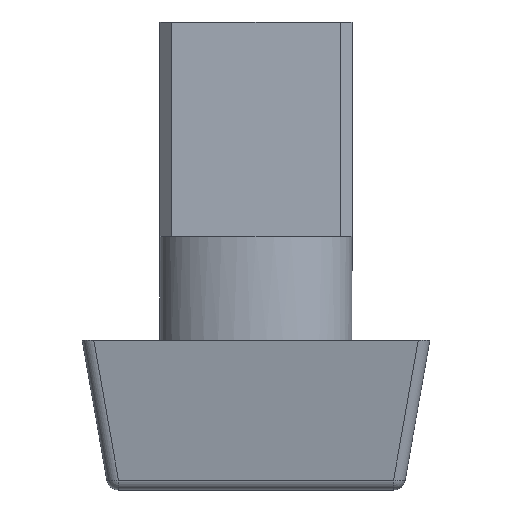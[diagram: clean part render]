
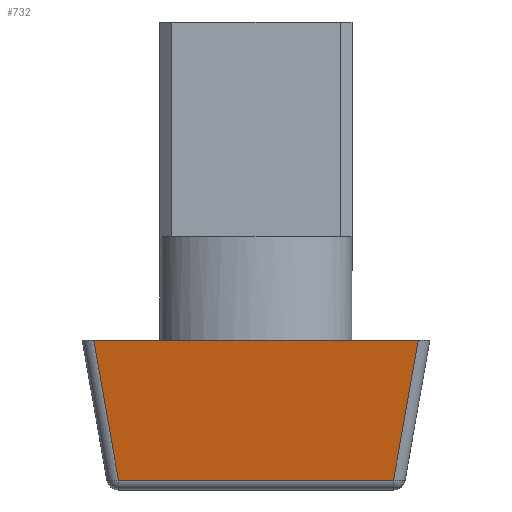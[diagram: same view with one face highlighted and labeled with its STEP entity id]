
A CAD part, top view. The second image highlights one B-rep face of the part: STEP entity #732.
In plain terms, the highlighted planar face has unit normal (0, -0.174, 0.985).
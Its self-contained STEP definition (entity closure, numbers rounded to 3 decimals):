
#54=PLANE('',#830);
#115=FACE_OUTER_BOUND('',#168,.T.);
#168=EDGE_LOOP('',(#635,#636,#637,#638));
#215=LINE('',#1230,#274);
#220=LINE('',#1258,#279);
#222=LINE('',#1261,#281);
#229=LINE('',#1272,#288);
#274=VECTOR('',#1001,10.);
#279=VECTOR('',#1032,10.);
#281=VECTOR('',#1036,10.);
#288=VECTOR('',#1051,10.);
#359=VERTEX_POINT('',#1219);
#362=VERTEX_POINT('',#1226);
#371=VERTEX_POINT('',#1251);
#373=VERTEX_POINT('',#1256);
#444=EDGE_CURVE('',#359,#362,#215,.T.);
#457=EDGE_CURVE('',#373,#371,#220,.T.);
#459=EDGE_CURVE('',#371,#359,#222,.T.);
#466=EDGE_CURVE('',#373,#362,#229,.T.);
#635=ORIENTED_EDGE('',*,*,#444,.F.);
#636=ORIENTED_EDGE('',*,*,#459,.F.);
#637=ORIENTED_EDGE('',*,*,#457,.F.);
#638=ORIENTED_EDGE('',*,*,#466,.T.);
#732=ADVANCED_FACE('',(#115),#54,.T.);
#830=AXIS2_PLACEMENT_3D('',#1271,#1049,#1050);
#1001=DIRECTION('',(-0.171,0.97,0.171));
#1032=DIRECTION('',(-0.171,-0.97,-0.171));
#1036=DIRECTION('',(-1.,0.,0.));
#1049=DIRECTION('center_axis',(0.,-0.174,0.985));
#1050=DIRECTION('ref_axis',(-1.,0.,0.));
#1051=DIRECTION('',(-1.,0.,0.));
#1219=CARTESIAN_POINT('',(-5.836,-14.887,4.853));
#1226=CARTESIAN_POINT('',(-6.883,-8.95,5.9));
#1230=CARTESIAN_POINT('',(-6.811,-9.358,5.828));
#1251=CARTESIAN_POINT('',(5.836,-14.887,4.853));
#1256=CARTESIAN_POINT('',(6.883,-8.95,5.9));
#1258=CARTESIAN_POINT('',(6.681,-10.093,5.699));
#1261=CARTESIAN_POINT('',(-3.688,-14.887,4.853));
#1271=CARTESIAN_POINT('Origin',(-7.375,-8.95,5.9));
#1272=CARTESIAN_POINT('',(7.375,-8.95,5.9));
